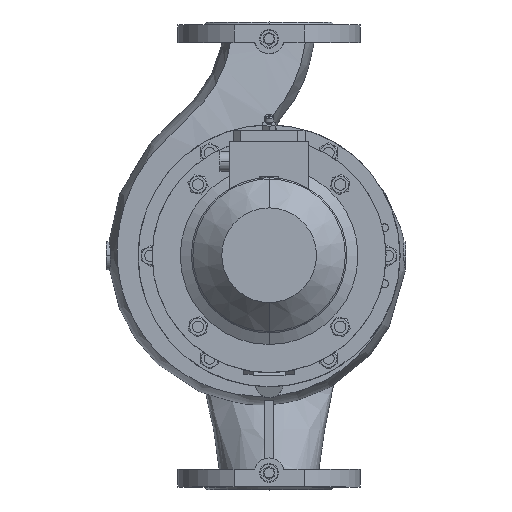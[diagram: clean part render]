
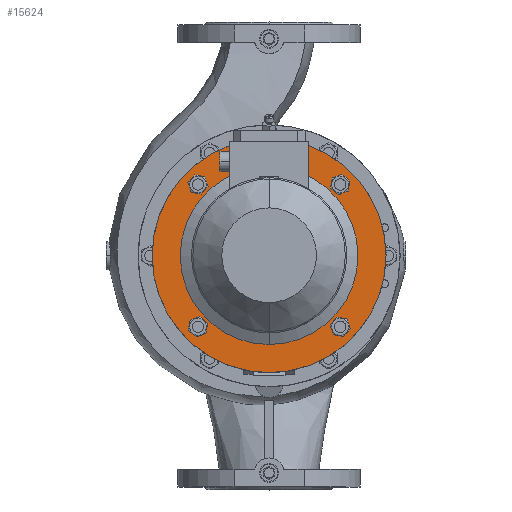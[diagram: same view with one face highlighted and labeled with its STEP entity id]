
A CAD part, top view. The second image highlights one B-rep face of the part: STEP entity #15624.
In plain terms, the highlighted planar face has unit normal (0, 0, 1).
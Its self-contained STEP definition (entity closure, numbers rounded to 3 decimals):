
#365 = DIRECTION ( 'NONE',  ( 0., -1., 0. ) ) ;
#682 = VERTEX_POINT ( 'NONE', #7794 ) ;
#774 = AXIS2_PLACEMENT_3D ( 'NONE', #17522, #33293, #20571 ) ;
#1496 = DIRECTION ( 'NONE',  ( 0., 0., -1. ) ) ;
#1544 = VERTEX_POINT ( 'NONE', #6493 ) ;
#1985 = CIRCLE ( 'NONE', #31418, 9.025 ) ;
#2224 = DIRECTION ( 'NONE',  ( 0., 0., -1. ) ) ;
#2427 = AXIS2_PLACEMENT_3D ( 'NONE', #18514, #15689, #18391 ) ;
#2546 = CIRCLE ( 'NONE', #25179, 125. ) ;
#2620 = EDGE_LOOP ( 'NONE', ( #29991, #25151 ) ) ;
#3121 = EDGE_LOOP ( 'NONE', ( #5941, #21807 ) ) ;
#3206 = CARTESIAN_POINT ( 'NONE',  ( -77.581, -84.902, 180. ) ) ;
#3599 = CARTESIAN_POINT ( 'NONE',  ( 0., 95., 180. ) ) ;
#3730 = PLANE ( 'NONE',  #25474 ) ;
#3958 = CARTESIAN_POINT ( 'NONE',  ( 84.902, -77.581, 180. ) ) ;
#4053 = DIRECTION ( 'NONE',  ( 0., 0., -1. ) ) ;
#4359 = FACE_BOUND ( 'NONE', #2620, .T. ) ;
#4551 = CARTESIAN_POINT ( 'NONE',  ( 76.014, 76.014, 180. ) ) ;
#4571 = CARTESIAN_POINT ( 'NONE',  ( -76.014, 76.014, 180. ) ) ;
#4598 = EDGE_LOOP ( 'NONE', ( #7796, #32689 ) ) ;
#5034 = CARTESIAN_POINT ( 'NONE',  ( 0., -125., 180. ) ) ;
#5145 = CIRCLE ( 'NONE', #31532, 95. ) ;
#5599 = CIRCLE ( 'NONE', #9409, 9.025 ) ;
#5629 = CARTESIAN_POINT ( 'NONE',  ( 76.014, -76.014, 180. ) ) ;
#5648 = EDGE_LOOP ( 'NONE', ( #33606, #25701 ) ) ;
#5941 = ORIENTED_EDGE ( 'NONE', *, *, #22815, .T. ) ;
#6493 = CARTESIAN_POINT ( 'NONE',  ( 0., -95., 180. ) ) ;
#6594 = ORIENTED_EDGE ( 'NONE', *, *, #16850, .T. ) ;
#7247 = CARTESIAN_POINT ( 'NONE',  ( 76.014, -76.014, 180. ) ) ;
#7521 = CIRCLE ( 'NONE', #23735, 9.025 ) ;
#7614 = FACE_BOUND ( 'NONE', #12950, .T. ) ;
#7628 = DIRECTION ( 'NONE',  ( 0., 0., -1. ) ) ;
#7794 = CARTESIAN_POINT ( 'NONE',  ( -67.126, 74.447, 180. ) ) ;
#7796 = ORIENTED_EDGE ( 'NONE', *, *, #20769, .F. ) ;
#8625 = DIRECTION ( 'NONE',  ( 0., -1., 0. ) ) ;
#9135 = VERTEX_POINT ( 'NONE', #20860 ) ;
#9409 = AXIS2_PLACEMENT_3D ( 'NONE', #27126, #32559, #17029 ) ;
#10031 = DIRECTION ( 'NONE',  ( 0., -1., 0. ) ) ;
#10101 = DIRECTION ( 'NONE',  ( 0., 0., -1. ) ) ;
#10795 = CARTESIAN_POINT ( 'NONE',  ( 74.447, 67.126, 180. ) ) ;
#10885 = CARTESIAN_POINT ( 'NONE',  ( -84.902, 77.581, 180. ) ) ;
#11104 = VERTEX_POINT ( 'NONE', #33224 ) ;
#11168 = AXIS2_PLACEMENT_3D ( 'NONE', #12099, #4053, #29775 ) ;
#11897 = CIRCLE ( 'NONE', #32558, 9.025 ) ;
#12099 = CARTESIAN_POINT ( 'NONE',  ( 76.014, 76.014, 180. ) ) ;
#12536 = CIRCLE ( 'NONE', #15880, 9.025 ) ;
#12560 = EDGE_CURVE ( 'NONE', #682, #21244, #13766, .T. ) ;
#12678 = CARTESIAN_POINT ( 'NONE',  ( 0., 0., 180. ) ) ;
#12950 = EDGE_LOOP ( 'NONE', ( #6594, #33231 ) ) ;
#13394 = CIRCLE ( 'NONE', #774, 9.025 ) ;
#13402 = ORIENTED_EDGE ( 'NONE', *, *, #12560, .T. ) ;
#13712 = EDGE_CURVE ( 'NONE', #11104, #26406, #12536, .T. ) ;
#13766 = CIRCLE ( 'NONE', #19941, 9.025 ) ;
#14031 = VERTEX_POINT ( 'NONE', #29919 ) ;
#14121 = VERTEX_POINT ( 'NONE', #3958 ) ;
#14931 = EDGE_CURVE ( 'NONE', #1544, #18277, #14962, .T. ) ;
#14962 = CIRCLE ( 'NONE', #2427, 95. ) ;
#15168 = EDGE_CURVE ( 'NONE', #15991, #14031, #5599, .T. ) ;
#15624 = ADVANCED_FACE ( 'NONE', ( #29490, #7614, #4359, #29098, #31133, #23028 ), #3730, .T. ) ;
#15689 = DIRECTION ( 'NONE',  ( 0., 0., -1. ) ) ;
#15880 = AXIS2_PLACEMENT_3D ( 'NONE', #4551, #30617, #22792 ) ;
#15897 = DIRECTION ( 'NONE',  ( 0., 0., -1. ) ) ;
#15991 = VERTEX_POINT ( 'NONE', #3206 ) ;
#16432 = CARTESIAN_POINT ( 'NONE',  ( 0., 0., 180. ) ) ;
#16530 = CARTESIAN_POINT ( 'NONE',  ( 0., 125., 180. ) ) ;
#16850 = EDGE_CURVE ( 'NONE', #26406, #11104, #24581, .T. ) ;
#17029 = DIRECTION ( 'NONE',  ( 0., -1., 0. ) ) ;
#17522 = CARTESIAN_POINT ( 'NONE',  ( -76.014, -76.014, 180. ) ) ;
#17909 = CARTESIAN_POINT ( 'NONE',  ( 0., 125., 180. ) ) ;
#18277 = VERTEX_POINT ( 'NONE', #3599 ) ;
#18378 = CARTESIAN_POINT ( 'NONE',  ( -76.014, 76.014, 180. ) ) ;
#18391 = DIRECTION ( 'NONE',  ( 0., 1., 0. ) ) ;
#18514 = CARTESIAN_POINT ( 'NONE',  ( 0., 0., 180. ) ) ;
#19038 = DIRECTION ( 'NONE',  ( 0., 0., -1. ) ) ;
#19941 = AXIS2_PLACEMENT_3D ( 'NONE', #4571, #7628, #10031 ) ;
#20370 = DIRECTION ( 'NONE',  ( 0., -1., 0. ) ) ;
#20571 = DIRECTION ( 'NONE',  ( 0., -1., 0. ) ) ;
#20769 = EDGE_CURVE ( 'NONE', #21223, #27309, #31195, .T. ) ;
#20860 = CARTESIAN_POINT ( 'NONE',  ( 67.126, -74.447, 180. ) ) ;
#21223 = VERTEX_POINT ( 'NONE', #17909 ) ;
#21244 = VERTEX_POINT ( 'NONE', #10885 ) ;
#21563 = DIRECTION ( 'NONE',  ( 0., -1., 0. ) ) ;
#21807 = ORIENTED_EDGE ( 'NONE', *, *, #14931, .T. ) ;
#21973 = DIRECTION ( 'NONE',  ( 0., 0., 1. ) ) ;
#22367 = DIRECTION ( 'NONE',  ( 0., 1., 0. ) ) ;
#22464 = CARTESIAN_POINT ( 'NONE',  ( 0., 0., 180. ) ) ;
#22792 = DIRECTION ( 'NONE',  ( 0., -1., 0. ) ) ;
#22815 = EDGE_CURVE ( 'NONE', #18277, #1544, #5145, .T. ) ;
#23028 = FACE_OUTER_BOUND ( 'NONE', #4598, .T. ) ;
#23685 = EDGE_CURVE ( 'NONE', #14121, #9135, #7521, .T. ) ;
#23735 = AXIS2_PLACEMENT_3D ( 'NONE', #7247, #10101, #20370 ) ;
#24209 = DIRECTION ( 'NONE',  ( 0., 0., -1. ) ) ;
#24581 = CIRCLE ( 'NONE', #11168, 9.025 ) ;
#25151 = ORIENTED_EDGE ( 'NONE', *, *, #23685, .T. ) ;
#25179 = AXIS2_PLACEMENT_3D ( 'NONE', #12678, #2224, #25355 ) ;
#25262 = EDGE_LOOP ( 'NONE', ( #13402, #26432 ) ) ;
#25355 = DIRECTION ( 'NONE',  ( 0., 1., 0. ) ) ;
#25474 = AXIS2_PLACEMENT_3D ( 'NONE', #16530, #21973, #8625 ) ;
#25701 = ORIENTED_EDGE ( 'NONE', *, *, #15168, .T. ) ;
#26406 = VERTEX_POINT ( 'NONE', #10795 ) ;
#26432 = ORIENTED_EDGE ( 'NONE', *, *, #32938, .T. ) ;
#27126 = CARTESIAN_POINT ( 'NONE',  ( -76.014, -76.014, 180. ) ) ;
#27309 = VERTEX_POINT ( 'NONE', #5034 ) ;
#28373 = EDGE_CURVE ( 'NONE', #14031, #15991, #13394, .T. ) ;
#28388 = AXIS2_PLACEMENT_3D ( 'NONE', #16432, #19038, #29152 ) ;
#28584 = EDGE_CURVE ( 'NONE', #9135, #14121, #1985, .T. ) ;
#29098 = FACE_BOUND ( 'NONE', #5648, .T. ) ;
#29152 = DIRECTION ( 'NONE',  ( 0., 1., 0. ) ) ;
#29490 = FACE_BOUND ( 'NONE', #25262, .T. ) ;
#29775 = DIRECTION ( 'NONE',  ( 0., -1., 0. ) ) ;
#29919 = CARTESIAN_POINT ( 'NONE',  ( -74.447, -67.126, 180. ) ) ;
#29991 = ORIENTED_EDGE ( 'NONE', *, *, #28584, .T. ) ;
#30617 = DIRECTION ( 'NONE',  ( 0., 0., -1. ) ) ;
#31133 = FACE_BOUND ( 'NONE', #3121, .T. ) ;
#31195 = CIRCLE ( 'NONE', #28388, 125. ) ;
#31418 = AXIS2_PLACEMENT_3D ( 'NONE', #5629, #24209, #21563 ) ;
#31532 = AXIS2_PLACEMENT_3D ( 'NONE', #22464, #1496, #22367 ) ;
#32558 = AXIS2_PLACEMENT_3D ( 'NONE', #18378, #15897, #365 ) ;
#32559 = DIRECTION ( 'NONE',  ( 0., 0., -1. ) ) ;
#32689 = ORIENTED_EDGE ( 'NONE', *, *, #32789, .F. ) ;
#32789 = EDGE_CURVE ( 'NONE', #27309, #21223, #2546, .T. ) ;
#32938 = EDGE_CURVE ( 'NONE', #21244, #682, #11897, .T. ) ;
#33224 = CARTESIAN_POINT ( 'NONE',  ( 77.581, 84.902, 180. ) ) ;
#33231 = ORIENTED_EDGE ( 'NONE', *, *, #13712, .T. ) ;
#33293 = DIRECTION ( 'NONE',  ( 0., 0., -1. ) ) ;
#33606 = ORIENTED_EDGE ( 'NONE', *, *, #28373, .T. ) ;
